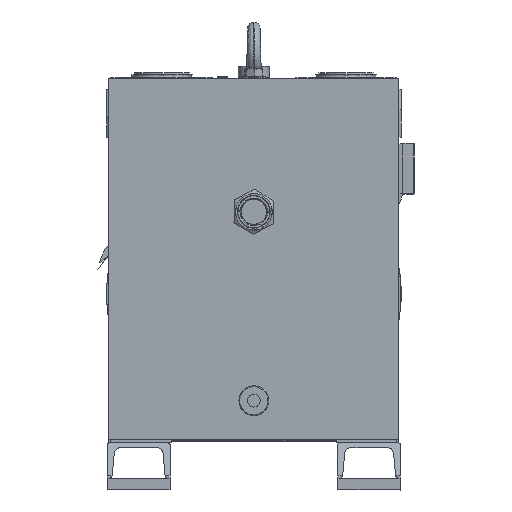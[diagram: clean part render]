
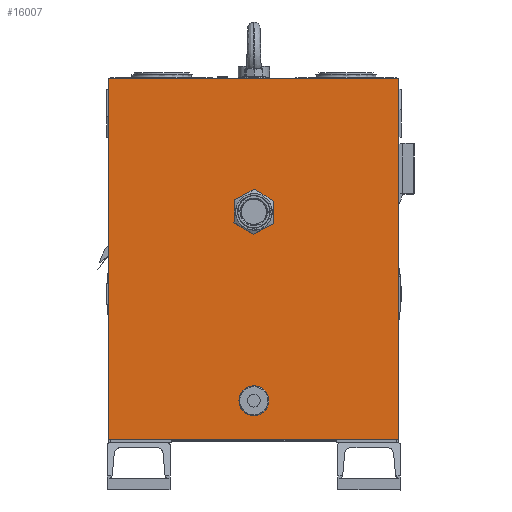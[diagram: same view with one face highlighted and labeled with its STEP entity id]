
A CAD part, front view. The second image highlights one B-rep face of the part: STEP entity #16007.
In plain terms, the highlighted planar face has unit normal (0, -1, 0).
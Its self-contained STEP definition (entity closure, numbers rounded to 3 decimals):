
#15423=CARTESIAN_POINT('',(-184.94,-485.5,274.84));
#15424=VERTEX_POINT('',#15423);
#15431=CARTESIAN_POINT('',(185.06,-485.5,274.84));
#15432=VERTEX_POINT('',#15431);
#15433=CARTESIAN_POINT('',(-184.94,-485.5,274.84));
#15434=DIRECTION('',(1.0,0.,0.));
#15435=VECTOR('',#15434,370.0);
#15436=LINE('',#15433,#15435);
#15437=EDGE_CURVE('',#15424,#15432,#15436,.T.);
#15913=CARTESIAN_POINT('',(185.06,-485.5,-186.31));
#15914=VERTEX_POINT('',#15913);
#15915=CARTESIAN_POINT('',(-184.94,-485.5,-186.31));
#15916=VERTEX_POINT('',#15915);
#15917=CARTESIAN_POINT('',(185.06,-485.5,-186.31));
#15918=DIRECTION('',(-1.0,0.,0.));
#15919=VECTOR('',#15918,370.);
#15920=LINE('',#15917,#15919);
#15921=EDGE_CURVE('',#15914,#15916,#15920,.T.);
#15964=CARTESIAN_POINT('',(182.56,-485.5,-186.31));
#15965=DIRECTION('',(0.,-1.0,0.));
#15966=DIRECTION('',(0.,0.,1.0));
#15967=AXIS2_PLACEMENT_3D('',#15964,#15965,#15966);
#15968=PLANE('',#15967);
#15969=ORIENTED_EDGE('',*,*,#15921,.F.);
#15970=CARTESIAN_POINT('',(185.06,-485.5,274.84));
#15971=DIRECTION('',(0.,0.,-1.));
#15972=VECTOR('',#15971,461.15);
#15973=LINE('',#15970,#15972);
#15974=EDGE_CURVE('',#15432,#15914,#15973,.T.);
#15975=ORIENTED_EDGE('',*,*,#15974,.F.);
#15976=ORIENTED_EDGE('',*,*,#15437,.F.);
#15977=CARTESIAN_POINT('',(-184.94,-485.5,-186.31));
#15978=DIRECTION('',(0.,0.,1.));
#15979=VECTOR('',#15978,461.15);
#15980=LINE('',#15977,#15979);
#15981=EDGE_CURVE('',#15916,#15424,#15980,.T.);
#15982=ORIENTED_EDGE('',*,*,#15981,.F.);
#15983=EDGE_LOOP('',(#15969,#15975,#15976,#15982));
#15984=FACE_OUTER_BOUND('',#15983,.T.);
#15985=CARTESIAN_POINT('',(0.722,-485.5,128.18));
#15986=VERTEX_POINT('',#15985);
#15987=CARTESIAN_POINT('',(0.06,-485.5,104.69));
#15988=DIRECTION('',(0.,-1.0,0.));
#15989=DIRECTION('',(0.028,0.,1.));
#15990=AXIS2_PLACEMENT_3D('',#15987,#15988,#15989);
#15991=CIRCLE('',#15990,23.5);
#15992=EDGE_CURVE('',#15986,#15986,#15991,.T.);
#15993=ORIENTED_EDGE('',*,*,#15992,.F.);
#15994=EDGE_LOOP('',(#15993));
#15995=FACE_BOUND('',#15994,.T.);
#15996=CARTESIAN_POINT('',(0.06,-485.5,-154.41));
#15997=VERTEX_POINT('',#15996);
#15998=CARTESIAN_POINT('',(0.06,-485.5,-136.31));
#15999=DIRECTION('',(0.,-1.0,0.));
#16000=DIRECTION('',(0.,0.,1.0));
#16001=AXIS2_PLACEMENT_3D('',#15998,#15999,#16000);
#16002=CIRCLE('',#16001,18.1);
#16003=EDGE_CURVE('',#15997,#15997,#16002,.T.);
#16004=ORIENTED_EDGE('',*,*,#16003,.F.);
#16005=EDGE_LOOP('',(#16004));
#16006=FACE_BOUND('',#16005,.T.);
#16007=ADVANCED_FACE('',(#15984,#15995,#16006),#15968,.T.);
